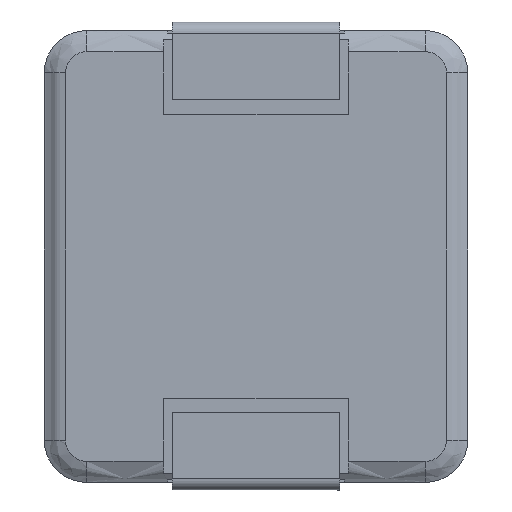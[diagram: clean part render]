
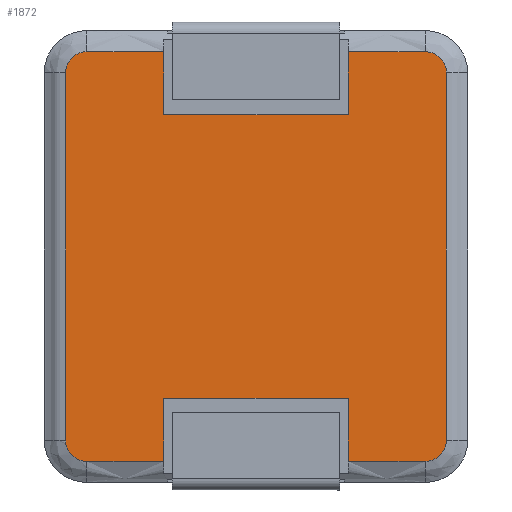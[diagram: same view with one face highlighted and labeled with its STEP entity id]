
A CAD part, front view. The second image highlights one B-rep face of the part: STEP entity #1872.
In plain terms, the highlighted planar face has unit normal (0, -1, 0).
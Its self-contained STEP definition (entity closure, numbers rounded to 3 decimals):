
#32 = CARTESIAN_POINT ( 'NONE',  ( 5.04, 0., 6.095 ) ) ;
#35 = VERTEX_POINT ( 'NONE', #641 ) ;
#45 = VECTOR ( 'NONE', #585, 1000. ) ;
#58 = EDGE_CURVE ( 'NONE', #35, #356, #1395, .T. ) ;
#68 = CARTESIAN_POINT ( 'NONE',  ( -2.75, 0., -6.095 ) ) ;
#76 = LINE ( 'NONE', #940, #948 ) ;
#107 = DIRECTION ( 'NONE',  ( 0., 0., 1. ) ) ;
#114 = PLANE ( 'NONE',  #2155 ) ;
#126 = VERTEX_POINT ( 'NONE', #2001 ) ;
#128 = ORIENTED_EDGE ( 'NONE', *, *, #58, .F. ) ;
#135 = DIRECTION ( 'NONE',  ( 0., 0., 1. ) ) ;
#144 = DIRECTION ( 'NONE',  ( 1., 0., 0. ) ) ;
#145 = CARTESIAN_POINT ( 'NONE',  ( 5.67, 0., 5.465 ) ) ;
#149 = EDGE_LOOP ( 'NONE', ( #1342, #1112, #372, #2070, #1098, #1882, #733, #2060, #2132, #889, #696, #128, #734, #2059, #640, #474 ) ) ;
#161 = LINE ( 'NONE', #528, #1156 ) ;
#202 = VECTOR ( 'NONE', #1858, 1000. ) ;
#225 = CARTESIAN_POINT ( 'NONE',  ( 5.67, 0., 5.465 ) ) ;
#240 = VECTOR ( 'NONE', #989, 1000. ) ;
#244 = VECTOR ( 'NONE', #107, 1000. ) ;
#250 = CARTESIAN_POINT ( 'NONE',  ( 2.75, 0., 4.225 ) ) ;
#309 = VECTOR ( 'NONE', #1317, 1000. ) ;
#320 = VERTEX_POINT ( 'NONE', #32 ) ;
#322 = EDGE_CURVE ( 'NONE', #126, #2106, #161, .T. ) ;
#324 = LINE ( 'NONE', #1994, #1834 ) ;
#339 = CARTESIAN_POINT ( 'NONE',  ( -5.04, 0., 6.095 ) ) ;
#356 = VERTEX_POINT ( 'NONE', #1441 ) ;
#366 = EDGE_CURVE ( 'NONE', #473, #35, #1111, .T. ) ;
#372 = ORIENTED_EDGE ( 'NONE', *, *, #567, .F. ) ;
#405 = EDGE_CURVE ( 'NONE', #1433, #1889, #2115, .T. ) ;
#454 = VERTEX_POINT ( 'NONE', #755 ) ;
#473 = VERTEX_POINT ( 'NONE', #68 ) ;
#474 = ORIENTED_EDGE ( 'NONE', *, *, #1470, .F. ) ;
#528 = CARTESIAN_POINT ( 'NONE',  ( -2.75, 0., 4.225 ) ) ;
#550 = CARTESIAN_POINT ( 'NONE',  ( -2.75, 0., -4.225 ) ) ;
#567 = EDGE_CURVE ( 'NONE', #454, #1178, #604, .T. ) ;
#585 = DIRECTION ( 'NONE',  ( 0., 0., 1. ) ) ;
#604 = LINE ( 'NONE', #145, #1863 ) ;
#620 = VECTOR ( 'NONE', #135, 1000. ) ;
#632 = DIRECTION ( 'NONE',  ( 0., 1., 0. ) ) ;
#640 = ORIENTED_EDGE ( 'NONE', *, *, #1228, .F. ) ;
#641 = CARTESIAN_POINT ( 'NONE',  ( -5.04, 0., -6.095 ) ) ;
#682 = VECTOR ( 'NONE', #1926, 1000. ) ;
#691 = LINE ( 'NONE', #2066, #1688 ) ;
#696 = ORIENTED_EDGE ( 'NONE', *, *, #2178, .F. ) ;
#702 = LINE ( 'NONE', #2063, #202 ) ;
#718 = DIRECTION ( 'NONE',  ( 0., 0., -1. ) ) ;
#719 = CARTESIAN_POINT ( 'NONE',  ( 5.67, 0., 5.834 ) ) ;
#727 = CARTESIAN_POINT ( 'NONE',  ( 5.67, 0., -5.465 ) ) ;
#731 = CARTESIAN_POINT ( 'NONE',  ( 5.409, 0., 6.095 ) ) ;
#733 = ORIENTED_EDGE ( 'NONE', *, *, #1981, .F. ) ;
#734 = ORIENTED_EDGE ( 'NONE', *, *, #366, .F. ) ;
#751 = EDGE_CURVE ( 'NONE', #320, #454, #993, .T. ) ;
#755 = CARTESIAN_POINT ( 'NONE',  ( 5.67, 0., 5.465 ) ) ;
#792 = CARTESIAN_POINT ( 'NONE',  ( 2.75, 0., 4.225 ) ) ;
#796 = CARTESIAN_POINT ( 'NONE',  ( 0., 0., 0. ) ) ;
#844 = CARTESIAN_POINT ( 'NONE',  ( -5.409, 0., 6.095 ) ) ;
#889 = ORIENTED_EDGE ( 'NONE', *, *, #1152, .F. ) ;
#911 = CARTESIAN_POINT ( 'NONE',  ( 5.67, 0., -5.834 ) ) ;
#940 = CARTESIAN_POINT ( 'NONE',  ( -5.04, 0., 6.095 ) ) ;
#948 = VECTOR ( 'NONE', #1280, 1000. ) ;
#954 = EDGE_CURVE ( 'NONE', #1178, #1514, #2157, .T. ) ;
#989 = DIRECTION ( 'NONE',  ( 0., 0., -1. ) ) ;
#993 =( BOUNDED_CURVE ( )  B_SPLINE_CURVE ( 3, ( #1045, #731, #719, #225 ),
 .UNSPECIFIED., .F., .F. ) 
 B_SPLINE_CURVE_WITH_KNOTS ( ( 4, 4 ),
 ( 0., 1. ),
 .UNSPECIFIED. ) 
 CURVE ( )  GEOMETRIC_REPRESENTATION_ITEM ( )  RATIONAL_B_SPLINE_CURVE ( ( 1., 0.805, 0.805, 1. ) ) 
 REPRESENTATION_ITEM ( '' )  );
#1008 = CARTESIAN_POINT ( 'NONE',  ( -2.75, 0., -4.225 ) ) ;
#1043 = CARTESIAN_POINT ( 'NONE',  ( -5.67, 0., 5.465 ) ) ;
#1045 = CARTESIAN_POINT ( 'NONE',  ( 5.04, 0., 6.095 ) ) ;
#1096 = VERTEX_POINT ( 'NONE', #550 ) ;
#1098 = ORIENTED_EDGE ( 'NONE', *, *, #1393, .F. ) ;
#1111 = LINE ( 'NONE', #1282, #682 ) ;
#1112 = ORIENTED_EDGE ( 'NONE', *, *, #954, .F. ) ;
#1127 = CARTESIAN_POINT ( 'NONE',  ( -5.67, 0., -5.465 ) ) ;
#1152 = EDGE_CURVE ( 'NONE', #1634, #1371, #1502, .T. ) ;
#1156 = VECTOR ( 'NONE', #718, 1000. ) ;
#1178 = VERTEX_POINT ( 'NONE', #727 ) ;
#1228 = EDGE_CURVE ( 'NONE', #1792, #1096, #691, .T. ) ;
#1261 = CARTESIAN_POINT ( 'NONE',  ( -2.75, 0., 4.225 ) ) ;
#1264 = CARTESIAN_POINT ( 'NONE',  ( 5.04, 0., -6.095 ) ) ;
#1269 = CARTESIAN_POINT ( 'NONE',  ( 2.75, 0., -6.095 ) ) ;
#1280 = DIRECTION ( 'NONE',  ( 1., 0., 0. ) ) ;
#1282 = CARTESIAN_POINT ( 'NONE',  ( 5.04, 0., -6.095 ) ) ;
#1289 = CARTESIAN_POINT ( 'NONE',  ( -5.67, 0., -5.465 ) ) ;
#1311 = CARTESIAN_POINT ( 'NONE',  ( -5.409, 0., -6.095 ) ) ;
#1317 = DIRECTION ( 'NONE',  ( 1., 0., 0. ) ) ;
#1332 = CARTESIAN_POINT ( 'NONE',  ( -5.04, 0., 6.095 ) ) ;
#1342 = ORIENTED_EDGE ( 'NONE', *, *, #1528, .F. ) ;
#1371 = VERTEX_POINT ( 'NONE', #1332 ) ;
#1376 = CARTESIAN_POINT ( 'NONE',  ( 5.04, 0., -6.095 ) ) ;
#1393 = EDGE_CURVE ( 'NONE', #1889, #320, #324, .T. ) ;
#1395 =( BOUNDED_CURVE ( )  B_SPLINE_CURVE ( 3, ( #1487, #1311, #1968, #1127 ),
 .UNSPECIFIED., .F., .F. ) 
 B_SPLINE_CURVE_WITH_KNOTS ( ( 4, 4 ),
 ( 0., 1. ),
 .UNSPECIFIED. ) 
 CURVE ( )  GEOMETRIC_REPRESENTATION_ITEM ( )  RATIONAL_B_SPLINE_CURVE ( ( 1., 0.805, 0.805, 1. ) ) 
 REPRESENTATION_ITEM ( '' )  );
#1433 = VERTEX_POINT ( 'NONE', #1848 ) ;
#1441 = CARTESIAN_POINT ( 'NONE',  ( -5.67, 0., -5.465 ) ) ;
#1464 = EDGE_CURVE ( 'NONE', #1096, #473, #1830, .T. ) ;
#1470 = EDGE_CURVE ( 'NONE', #1679, #1792, #1667, .T. ) ;
#1487 = CARTESIAN_POINT ( 'NONE',  ( -5.04, 0., -6.095 ) ) ;
#1490 = DIRECTION ( 'NONE',  ( 0., 0., -1. ) ) ;
#1502 =( BOUNDED_CURVE ( )  B_SPLINE_CURVE ( 3, ( #1043, #1541, #844, #339 ),
 .UNSPECIFIED., .F., .F. ) 
 B_SPLINE_CURVE_WITH_KNOTS ( ( 4, 4 ),
 ( 0., 1. ),
 .UNSPECIFIED. ) 
 CURVE ( )  GEOMETRIC_REPRESENTATION_ITEM ( )  RATIONAL_B_SPLINE_CURVE ( ( 1., 0.805, 0.805, 1. ) ) 
 REPRESENTATION_ITEM ( '' )  );
#1514 = VERTEX_POINT ( 'NONE', #1376 ) ;
#1528 = EDGE_CURVE ( 'NONE', #1514, #1679, #702, .T. ) ;
#1541 = CARTESIAN_POINT ( 'NONE',  ( -5.67, 0., 5.834 ) ) ;
#1634 = VERTEX_POINT ( 'NONE', #2099 ) ;
#1635 = LINE ( 'NONE', #792, #309 ) ;
#1647 = FACE_OUTER_BOUND ( 'NONE', #149, .T. ) ;
#1667 = LINE ( 'NONE', #1682, #620 ) ;
#1679 = VERTEX_POINT ( 'NONE', #1269 ) ;
#1681 = CARTESIAN_POINT ( 'NONE',  ( 2.75, 0., -4.225 ) ) ;
#1682 = CARTESIAN_POINT ( 'NONE',  ( 2.75, 0., -4.225 ) ) ;
#1688 = VECTOR ( 'NONE', #2054, 1000. ) ;
#1792 = VERTEX_POINT ( 'NONE', #1681 ) ;
#1813 = CARTESIAN_POINT ( 'NONE',  ( 5.67, 0., -5.465 ) ) ;
#1830 = LINE ( 'NONE', #1008, #240 ) ;
#1834 = VECTOR ( 'NONE', #144, 1000. ) ;
#1848 = CARTESIAN_POINT ( 'NONE',  ( 2.75, 0., 4.225 ) ) ;
#1858 = DIRECTION ( 'NONE',  ( -1., 0., 0. ) ) ;
#1863 = VECTOR ( 'NONE', #1490, 1000. ) ;
#1872 = ADVANCED_FACE ( 'NONE', ( #1647 ), #114, .F. ) ;
#1882 = ORIENTED_EDGE ( 'NONE', *, *, #405, .F. ) ;
#1889 = VERTEX_POINT ( 'NONE', #2008 ) ;
#1926 = DIRECTION ( 'NONE',  ( -1., 0., 0. ) ) ;
#1959 = CARTESIAN_POINT ( 'NONE',  ( 5.409, 0., -6.095 ) ) ;
#1961 = DIRECTION ( 'NONE',  ( 0., 0., 1. ) ) ;
#1968 = CARTESIAN_POINT ( 'NONE',  ( -5.67, 0., -5.834 ) ) ;
#1981 = EDGE_CURVE ( 'NONE', #2106, #1433, #1635, .T. ) ;
#1994 = CARTESIAN_POINT ( 'NONE',  ( -5.04, 0., 6.095 ) ) ;
#2001 = CARTESIAN_POINT ( 'NONE',  ( -2.75, 0., 6.095 ) ) ;
#2008 = CARTESIAN_POINT ( 'NONE',  ( 2.75, 0., 6.095 ) ) ;
#2054 = DIRECTION ( 'NONE',  ( -1., 0., 0. ) ) ;
#2059 = ORIENTED_EDGE ( 'NONE', *, *, #1464, .F. ) ;
#2060 = ORIENTED_EDGE ( 'NONE', *, *, #322, .F. ) ;
#2063 = CARTESIAN_POINT ( 'NONE',  ( 5.04, 0., -6.095 ) ) ;
#2066 = CARTESIAN_POINT ( 'NONE',  ( 2.75, 0., -4.225 ) ) ;
#2070 = ORIENTED_EDGE ( 'NONE', *, *, #751, .F. ) ;
#2099 = CARTESIAN_POINT ( 'NONE',  ( -5.67, 0., 5.465 ) ) ;
#2106 = VERTEX_POINT ( 'NONE', #1261 ) ;
#2108 = EDGE_CURVE ( 'NONE', #1371, #126, #76, .T. ) ;
#2115 = LINE ( 'NONE', #250, #45 ) ;
#2132 = ORIENTED_EDGE ( 'NONE', *, *, #2108, .F. ) ;
#2155 = AXIS2_PLACEMENT_3D ( 'NONE', #796, #632, #1961 ) ;
#2157 =( BOUNDED_CURVE ( )  B_SPLINE_CURVE ( 3, ( #1813, #911, #1959, #1264 ),
 .UNSPECIFIED., .F., .T. ) 
 B_SPLINE_CURVE_WITH_KNOTS ( ( 4, 4 ),
 ( 0., 1. ),
 .UNSPECIFIED. ) 
 CURVE ( )  GEOMETRIC_REPRESENTATION_ITEM ( )  RATIONAL_B_SPLINE_CURVE ( ( 1., 0.805, 0.805, 1. ) ) 
 REPRESENTATION_ITEM ( '' )  );
#2175 = LINE ( 'NONE', #1289, #244 ) ;
#2178 = EDGE_CURVE ( 'NONE', #356, #1634, #2175, .T. ) ;
